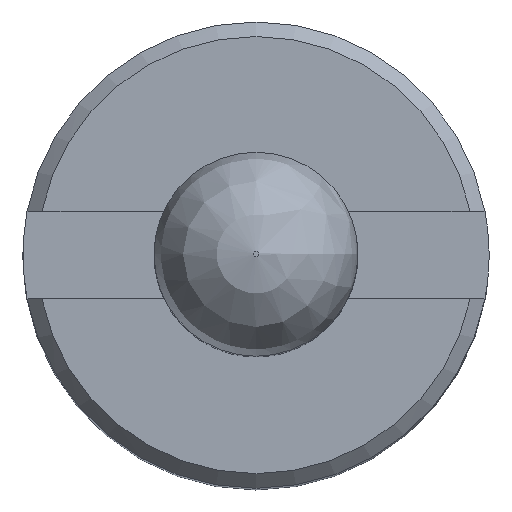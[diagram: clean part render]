
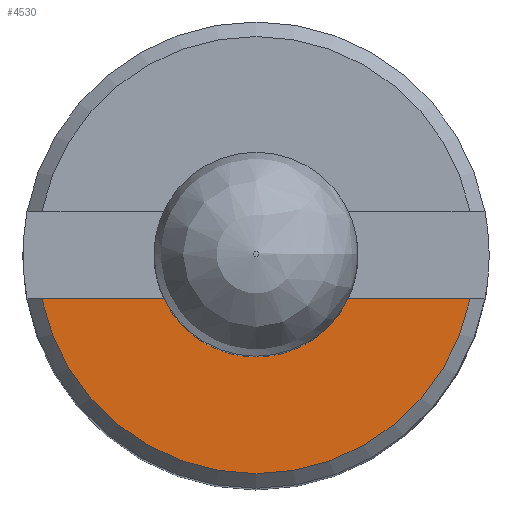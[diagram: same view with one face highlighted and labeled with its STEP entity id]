
A CAD part, top view. The second image highlights one B-rep face of the part: STEP entity #4530.
In plain terms, the highlighted face is planar.
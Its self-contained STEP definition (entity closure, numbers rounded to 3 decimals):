
#131=CIRCLE('',#4809,7.5);
#132=CIRCLE('',#4810,3.5);
#227=PLANE('',#4808);
#511=FACE_OUTER_BOUND('',#775,.T.);
#775=EDGE_LOOP('',(#3890,#3891,#3892,#3893));
#1062=LINE('',#10646,#1354);
#1068=LINE('',#10666,#1360);
#1354=VECTOR('',#5488,10.);
#1360=VECTOR('',#5496,10.);
#2002=VERTEX_POINT('',#10642);
#2004=VERTEX_POINT('',#10645);
#2008=VERTEX_POINT('',#10656);
#2011=VERTEX_POINT('',#10662);
#2624=EDGE_CURVE('',#2004,#2002,#1062,.T.);
#2632=EDGE_CURVE('',#2008,#2011,#1068,.T.);
#2655=EDGE_CURVE('',#2011,#2004,#131,.T.);
#2656=EDGE_CURVE('',#2008,#2002,#132,.T.);
#3890=ORIENTED_EDGE('',*,*,#2632,.T.);
#3891=ORIENTED_EDGE('',*,*,#2655,.T.);
#3892=ORIENTED_EDGE('',*,*,#2624,.T.);
#3893=ORIENTED_EDGE('',*,*,#2656,.F.);
#4530=ADVANCED_FACE('',(#511),#227,.T.);
#4808=AXIS2_PLACEMENT_3D('',#10712,#5540,#5541);
#4809=AXIS2_PLACEMENT_3D('',#10713,#5542,#5543);
#4810=AXIS2_PLACEMENT_3D('',#10714,#5544,#5545);
#5488=DIRECTION('',(0.,1.,0.));
#5496=DIRECTION('',(0.,1.,0.));
#5540=DIRECTION('center_axis',(1.,0.,0.));
#5541=DIRECTION('ref_axis',(0.,0.,-1.));
#5542=DIRECTION('center_axis',(1.,0.,0.));
#5543=DIRECTION('ref_axis',(0.,1.,0.));
#5544=DIRECTION('center_axis',(1.,0.,0.));
#5545=DIRECTION('ref_axis',(0.,1.,0.));
#10642=CARTESIAN_POINT('',(120.,-3.162,1.5));
#10645=CARTESIAN_POINT('',(120.,-7.348,1.5));
#10646=CARTESIAN_POINT('',(120.,6.923,1.5));
#10656=CARTESIAN_POINT('',(120.,3.162,1.5));
#10662=CARTESIAN_POINT('',(120.,7.348,1.5));
#10666=CARTESIAN_POINT('',(120.,6.923,1.5));
#10712=CARTESIAN_POINT('Origin',(120.,5.5,0.));
#10713=CARTESIAN_POINT('Origin',(120.,0.,0.));
#10714=CARTESIAN_POINT('Origin',(120.,0.,0.));
